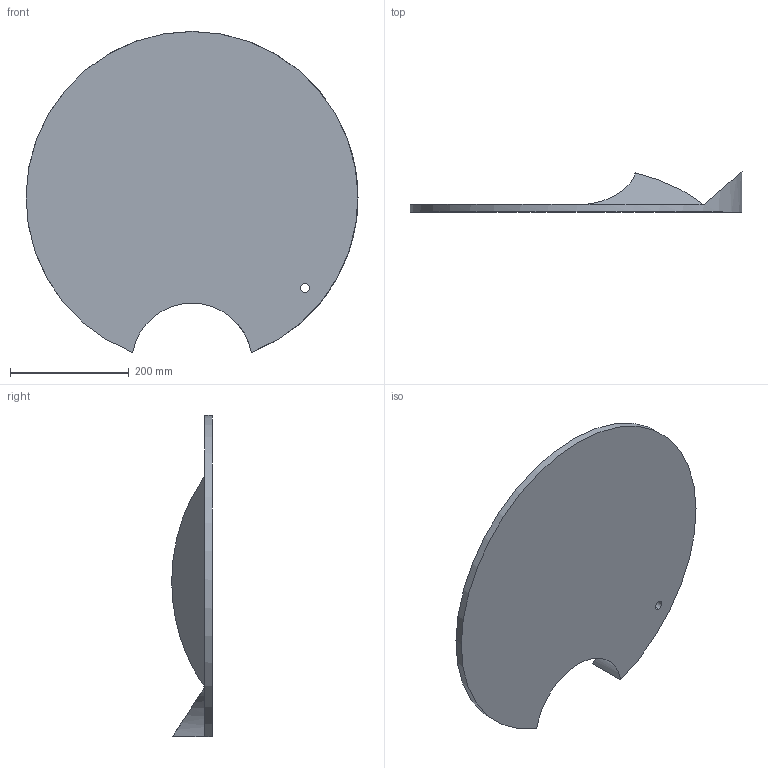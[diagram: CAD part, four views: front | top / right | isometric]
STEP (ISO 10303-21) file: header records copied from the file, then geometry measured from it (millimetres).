
FILE_DESCRIPTION (( 'STEP AP203' ), '1' );
FILE_NAME ('sortingTray_Default_sldprt.STEP', '2023-12-02T05:09:24', ( '' ), ( '' ), 'SwSTEP 2.0', 'SolidWorks 2023', '' );
FILE_SCHEMA (( 'CONFIG_CONTROL_DESIGN' ));
Length unit declared in the file: inch
Products named in the file (1): sortingTray_Default_sldprt
Bounding box: 558.79 x 68.22 x 540.33 mm (x, y, z)
Volume: 3410943.8 mm3; surface area: 511854.3 mm2
Topology: 1 solids, 1 shells, 9 faces, 19 edges, 12 vertices
Faces by surface type: cylinder 5, plane 4
Entity records: 329 total; most frequent: CARTESIAN_POINT 50, DIRECTION 45, ORIENTED_EDGE 38, AXIS2_PLACEMENT_3D 19, EDGE_CURVE 19, VERTEX_POINT 12, EDGE_LOOP 11, ADVANCED_FACE 9
